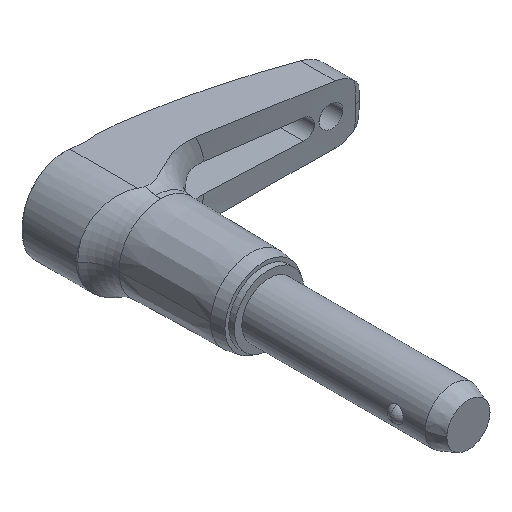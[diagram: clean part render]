
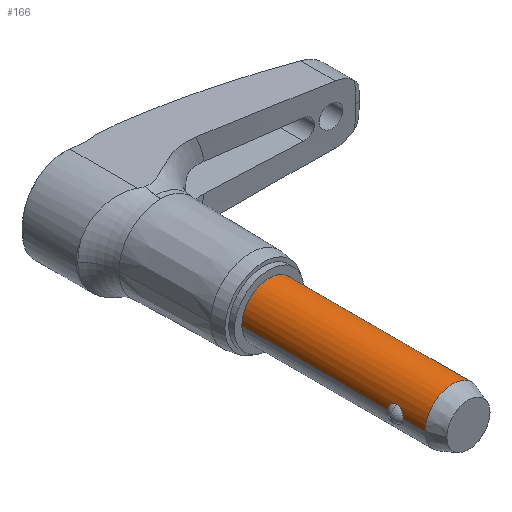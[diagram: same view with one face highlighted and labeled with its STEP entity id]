
A CAD part, isometric view. The second image highlights one B-rep face of the part: STEP entity #166.
In plain terms, the highlighted cylindrical face has radius 4.763 mm (diameter 9.525 mm), a partial arc.
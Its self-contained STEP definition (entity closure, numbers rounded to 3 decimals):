
#166=ADVANCED_FACE('',(#356),#357,.T.);
#356=FACE_OUTER_BOUND('',#565,.T.);
#357=CYLINDRICAL_SURFACE('',#566,4.763);
#565=EDGE_LOOP('',(#989,#990,#991,#992,#993,#994,#995,#996,#997,#998));
#566=AXIS2_PLACEMENT_3D('',#999,#1000,#1001);
#989=ORIENTED_EDGE('',*,*,#1429,.T.);
#990=ORIENTED_EDGE('',*,*,#1426,.T.);
#991=ORIENTED_EDGE('',*,*,#1424,.T.);
#992=ORIENTED_EDGE('',*,*,#1430,.T.);
#993=ORIENTED_EDGE('',*,*,#1301,.F.);
#994=ORIENTED_EDGE('',*,*,#1431,.T.);
#995=ORIENTED_EDGE('',*,*,#1432,.T.);
#996=ORIENTED_EDGE('',*,*,#1357,.T.);
#997=ORIENTED_EDGE('',*,*,#1433,.T.);
#998=ORIENTED_EDGE('',*,*,#1296,.T.);
#999=CARTESIAN_POINT('',(0.0,-17.336,0.0));
#1000=DIRECTION('',(-0.0,1.0,0.0));
#1001=DIRECTION('',(1.0,0.0,0.0));
#1296=EDGE_CURVE('',#1567,#1565,#1568,.T.);
#1301=EDGE_CURVE('',#1574,#1573,#1576,.T.);
#1357=EDGE_CURVE('',#1663,#1666,#1668,.T.);
#1424=EDGE_CURVE('',#1754,#1756,#1758,.T.);
#1426=EDGE_CURVE('',#1760,#1754,#1761,.T.);
#1429=EDGE_CURVE('',#1565,#1760,#1764,.T.);
#1430=EDGE_CURVE('',#1756,#1573,#1765,.T.);
#1431=EDGE_CURVE('',#1574,#1766,#1767,.T.);
#1432=EDGE_CURVE('',#1766,#1663,#1768,.T.);
#1433=EDGE_CURVE('',#1666,#1567,#1769,.T.);
#1565=VERTEX_POINT('',#2187);
#1567=VERTEX_POINT('',#2190);
#1568=CIRCLE('',#2191,4.763);
#1573=VERTEX_POINT('',#2197);
#1574=VERTEX_POINT('',#2198);
#1576=CIRCLE('',#2200,4.763);
#1663=VERTEX_POINT('',#2463);
#1666=VERTEX_POINT('',#2466);
#1668=B_SPLINE_CURVE_WITH_KNOTS('',3,(#2481,#2482,#2483,#2484,#2485,#2486,#2487,#2488,#2489,#2490,#2491,#2492,#2493,#2494),.UNSPECIFIED.,.F.,.F.,(4,2,2,2,2,2,4),(0.0,0.461,0.922,1.139,1.355,1.719,2.083),.UNSPECIFIED.);
#1754=VERTEX_POINT('',#2854);
#1756=VERTEX_POINT('',#2856);
#1758=B_SPLINE_CURVE_WITH_KNOTS('',3,(#2871,#2872,#2873,#2874,#2875,#2876,#2877,#2878,#2879,#2880,#2881,#2882,#2883,#2884),.UNSPECIFIED.,.F.,.F.,(4,2,2,2,2,2,4),(4.167,4.628,5.089,5.305,5.522,5.886,6.25),.UNSPECIFIED.);
#1760=VERTEX_POINT('',#2886);
#1761=B_SPLINE_CURVE_WITH_KNOTS('',3,(#2887,#2888,#2889,#2890,#2891,#2892,#2893,#2894,#2895,#2896,#2897,#2898,#2899,#2900),.UNSPECIFIED.,.F.,.F.,(4,2,2,2,2,2,4),(2.083,2.447,2.811,3.028,3.245,3.706,4.167),.UNSPECIFIED.);
#1764=LINE('',#2916,#2917);
#1765=LINE('',#2918,#2919);
#1766=VERTEX_POINT('',#2920);
#1767=LINE('',#2921,#2922);
#1768=B_SPLINE_CURVE_WITH_KNOTS('',3,(#2923,#2924,#2925,#2926,#2927,#2928,#2929,#2930,#2931,#2932,#2933,#2934,#2935,#2936),.UNSPECIFIED.,.F.,.F.,(4,2,2,2,2,2,4),(6.25,6.614,6.978,7.194,7.411,7.872,8.333),.UNSPECIFIED.);
#1769=LINE('',#2937,#2938);
#2187=CARTESIAN_POINT('',(4.763,-31.89,0.0));
#2190=CARTESIAN_POINT('',(-4.763,-31.89,0.));
#2191=AXIS2_PLACEMENT_3D('',#3249,#3250,#3251);
#2197=CARTESIAN_POINT('',(4.763,0.0,0.0));
#2198=CARTESIAN_POINT('',(-4.763,0.0,0.));
#2200=AXIS2_PLACEMENT_3D('',#3259,#3260,#3261);
#2463=CARTESIAN_POINT('',(-4.543,-26.74,1.429));
#2466=CARTESIAN_POINT('',(-4.763,-28.08,0.));
#2481=CARTESIAN_POINT('',(-4.543,-26.74,1.429));
#2482=CARTESIAN_POINT('',(-4.543,-26.893,1.429));
#2483=CARTESIAN_POINT('',(-4.552,-27.057,1.4));
#2484=CARTESIAN_POINT('',(-4.587,-27.36,1.282));
#2485=CARTESIAN_POINT('',(-4.612,-27.5,1.192));
#2486=CARTESIAN_POINT('',(-4.647,-27.665,1.042));
#2487=CARTESIAN_POINT('',(-4.66,-27.719,0.985));
#2488=CARTESIAN_POINT('',(-4.684,-27.815,0.863));
#2489=CARTESIAN_POINT('',(-4.696,-27.858,0.797));
#2490=CARTESIAN_POINT('',(-4.722,-27.951,0.629));
#2491=CARTESIAN_POINT('',(-4.737,-28.,0.507));
#2492=CARTESIAN_POINT('',(-4.757,-28.065,0.253));
#2493=CARTESIAN_POINT('',(-4.763,-28.08,0.121));
#2494=CARTESIAN_POINT('',(-4.763,-28.08,0.));
#2854=CARTESIAN_POINT('',(4.543,-26.74,1.429));
#2856=CARTESIAN_POINT('',(4.763,-25.4,0.));
#2871=CARTESIAN_POINT('',(4.543,-26.74,1.429));
#2872=CARTESIAN_POINT('',(4.543,-26.586,1.429));
#2873=CARTESIAN_POINT('',(4.552,-26.422,1.4));
#2874=CARTESIAN_POINT('',(4.587,-26.119,1.282));
#2875=CARTESIAN_POINT('',(4.612,-25.98,1.192));
#2876=CARTESIAN_POINT('',(4.647,-25.815,1.042));
#2877=CARTESIAN_POINT('',(4.66,-25.761,0.985));
#2878=CARTESIAN_POINT('',(4.684,-25.664,0.863));
#2879=CARTESIAN_POINT('',(4.696,-25.622,0.797));
#2880=CARTESIAN_POINT('',(4.722,-25.529,0.629));
#2881=CARTESIAN_POINT('',(4.737,-25.479,0.507));
#2882=CARTESIAN_POINT('',(4.757,-25.415,0.253));
#2883=CARTESIAN_POINT('',(4.763,-25.4,0.121));
#2884=CARTESIAN_POINT('',(4.763,-25.4,0.));
#2886=CARTESIAN_POINT('',(4.763,-28.08,0.));
#2887=CARTESIAN_POINT('',(4.763,-28.08,0.0));
#2888=CARTESIAN_POINT('',(4.763,-28.08,0.121));
#2889=CARTESIAN_POINT('',(4.757,-28.065,0.253));
#2890=CARTESIAN_POINT('',(4.737,-28.,0.507));
#2891=CARTESIAN_POINT('',(4.722,-27.951,0.629));
#2892=CARTESIAN_POINT('',(4.696,-27.858,0.797));
#2893=CARTESIAN_POINT('',(4.684,-27.815,0.863));
#2894=CARTESIAN_POINT('',(4.66,-27.719,0.985));
#2895=CARTESIAN_POINT('',(4.647,-27.665,1.042));
#2896=CARTESIAN_POINT('',(4.612,-27.5,1.192));
#2897=CARTESIAN_POINT('',(4.587,-27.36,1.282));
#2898=CARTESIAN_POINT('',(4.552,-27.057,1.4));
#2899=CARTESIAN_POINT('',(4.543,-26.893,1.429));
#2900=CARTESIAN_POINT('',(4.543,-26.74,1.429));
#2916=CARTESIAN_POINT('',(4.763,-17.336,0.));
#2917=VECTOR('',#3435,1.0);
#2918=CARTESIAN_POINT('',(4.763,-17.336,0.));
#2919=VECTOR('',#3436,1.0);
#2920=CARTESIAN_POINT('',(-4.763,-25.4,0.));
#2921=CARTESIAN_POINT('',(-4.763,-17.336,0.));
#2922=VECTOR('',#3437,1.0);
#2923=CARTESIAN_POINT('',(-4.763,-25.4,0.));
#2924=CARTESIAN_POINT('',(-4.763,-25.4,0.121));
#2925=CARTESIAN_POINT('',(-4.757,-25.415,0.253));
#2926=CARTESIAN_POINT('',(-4.737,-25.479,0.507));
#2927=CARTESIAN_POINT('',(-4.722,-25.529,0.629));
#2928=CARTESIAN_POINT('',(-4.696,-25.622,0.797));
#2929=CARTESIAN_POINT('',(-4.684,-25.664,0.863));
#2930=CARTESIAN_POINT('',(-4.66,-25.761,0.985));
#2931=CARTESIAN_POINT('',(-4.647,-25.815,1.042));
#2932=CARTESIAN_POINT('',(-4.612,-25.98,1.192));
#2933=CARTESIAN_POINT('',(-4.587,-26.119,1.282));
#2934=CARTESIAN_POINT('',(-4.552,-26.422,1.4));
#2935=CARTESIAN_POINT('',(-4.543,-26.586,1.429));
#2936=CARTESIAN_POINT('',(-4.543,-26.74,1.429));
#2937=CARTESIAN_POINT('',(-4.763,-17.336,0.));
#2938=VECTOR('',#3438,1.0);
#3249=CARTESIAN_POINT('',(0.0,-31.89,0.0));
#3250=DIRECTION('',(0.,1.0,0.0));
#3251=DIRECTION('',(1.0,0.,0.0));
#3259=CARTESIAN_POINT('',(0.0,0.0,0.0));
#3260=DIRECTION('',(-0.0,1.0,0.0));
#3261=DIRECTION('',(1.0,0.0,0.0));
#3435=DIRECTION('',(0.0,1.0,0.0));
#3436=DIRECTION('',(0.0,1.0,0.0));
#3437=DIRECTION('',(-0.0,-1.0,-0.0));
#3438=DIRECTION('',(-0.0,-1.0,-0.0));
